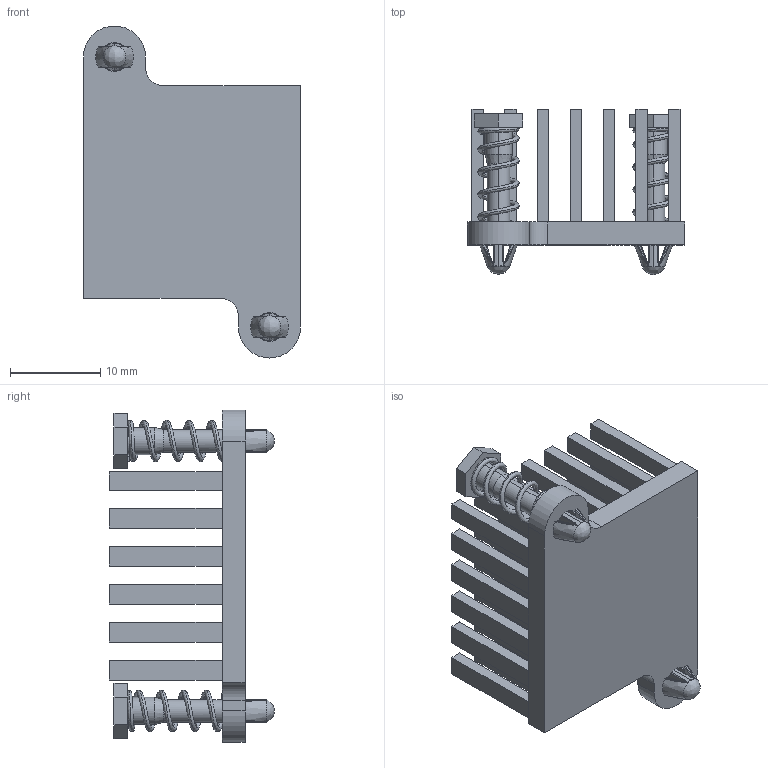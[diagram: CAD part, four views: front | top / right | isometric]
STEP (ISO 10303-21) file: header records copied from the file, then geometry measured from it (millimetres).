
FILE_DESCRIPTION (( 'STEP AP214' ), '1' );
FILE_NAME ('23x23.960-23-15-F-AB-0.STEP', '2018-09-29T21:22:49', ( '' ), ( '' ), 'SwSTEP 2.0', 'SolidWorks 2018', '' );
FILE_SCHEMA (( 'AUTOMOTIVE_DESIGN' ));
Length unit declared in the file: millimetre
Products named in the file (4): 23mm_base_23x15 front ears; 103904; 23x23.960-23-15-F-AB-0; Spring_C0180-022-0440-M
Assembly tree (5 placements, depth 2):
  23x23.960-23-15-F-AB-0
    23mm_base_23x15 front ears
    103904  x2
    Spring_C0180-022-0440-M  x2
Bounding box: 24 x 18.25 x 36.71 mm (x, y, z)
Volume: 3298.5 mm3; surface area: 5909.5 mm2
Topology: 5 solids, 5 shells, 400 faces, 974 edges, 628 vertices
Faces by surface type: plane 286, bspline 58, cylinder 48, cone 8
Entity records: 11262 total; most frequent: CARTESIAN_POINT 3995, ORIENTED_EDGE 1520, DIRECTION 1320, EDGE_CURVE 760, VECTOR 622, LINE 622, VERTEX_POINT 496, EDGE_LOOP 360
